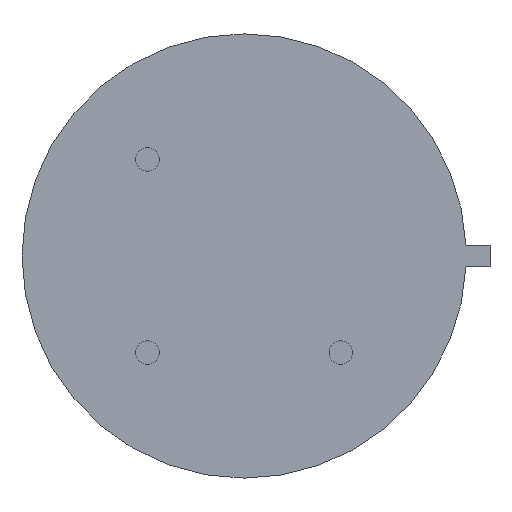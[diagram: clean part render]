
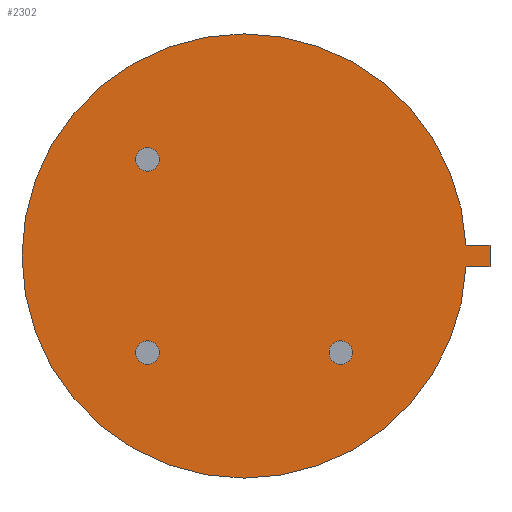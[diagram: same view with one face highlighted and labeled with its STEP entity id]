
A CAD part, front view. The second image highlights one B-rep face of the part: STEP entity #2302.
In plain terms, the highlighted planar face has unit normal (0, -1, 0).
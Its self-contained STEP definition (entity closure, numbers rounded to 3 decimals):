
#2 = DIRECTION ( 'NONE',  ( 0., 0., 1. ) ) ;
#34 = VERTEX_POINT ( 'NONE', #1941 ) ;
#63 = EDGE_CURVE ( 'NONE', #498, #1002, #2091, .T. ) ;
#81 = CARTESIAN_POINT ( 'NONE',  ( -2., 0., 2.245 ) ) ;
#110 = CIRCLE ( 'NONE', #1026, 0.245 ) ;
#175 = VERTEX_POINT ( 'NONE', #81 ) ;
#179 = DIRECTION ( 'NONE',  ( 0., 1., 0. ) ) ;
#197 = DIRECTION ( 'NONE',  ( 0., 0., 1. ) ) ;
#260 = CARTESIAN_POINT ( 'NONE',  ( -2., 0., -1.755 ) ) ;
#273 = EDGE_CURVE ( 'NONE', #650, #175, #110, .T. ) ;
#312 = DIRECTION ( 'NONE',  ( 0., 1., 0. ) ) ;
#328 = CARTESIAN_POINT ( 'NONE',  ( 4.59, 0., -0.222 ) ) ;
#372 = AXIS2_PLACEMENT_3D ( 'NONE', #2522, #3406, #1160 ) ;
#417 = DIRECTION ( 'NONE',  ( 0., 0., 1. ) ) ;
#498 = VERTEX_POINT ( 'NONE', #1066 ) ;
#500 = CIRCLE ( 'NONE', #1629, 0.245 ) ;
#513 = CARTESIAN_POINT ( 'NONE',  ( 5.085, 0., 0.222 ) ) ;
#519 = ORIENTED_EDGE ( 'NONE', *, *, #63, .F. ) ;
#542 = EDGE_CURVE ( 'NONE', #1899, #1914, #643, .T. ) ;
#555 = DIRECTION ( 'NONE',  ( 0., 1., 0. ) ) ;
#590 = PLANE ( 'NONE',  #3219 ) ;
#643 = CIRCLE ( 'NONE', #3229, 0.245 ) ;
#650 = VERTEX_POINT ( 'NONE', #2519 ) ;
#693 = EDGE_CURVE ( 'NONE', #3041, #1668, #2670, .T. ) ;
#721 = CARTESIAN_POINT ( 'NONE',  ( 0., 0., -4.595 ) ) ;
#735 = ORIENTED_EDGE ( 'NONE', *, *, #2189, .F. ) ;
#827 = AXIS2_PLACEMENT_3D ( 'NONE', #1681, #312, #3369 ) ;
#907 = ORIENTED_EDGE ( 'NONE', *, *, #693, .F. ) ;
#946 = ORIENTED_EDGE ( 'NONE', *, *, #273, .F. ) ;
#964 = ORIENTED_EDGE ( 'NONE', *, *, #542, .F. ) ;
#967 = VECTOR ( 'NONE', #1666, 1000. ) ;
#975 = AXIS2_PLACEMENT_3D ( 'NONE', #2433, #3317, #2458 ) ;
#1002 = VERTEX_POINT ( 'NONE', #2709 ) ;
#1026 = AXIS2_PLACEMENT_3D ( 'NONE', #1248, #1530, #197 ) ;
#1041 = EDGE_CURVE ( 'NONE', #3041, #3371, #2272, .T. ) ;
#1066 = CARTESIAN_POINT ( 'NONE',  ( 0., 0., 4.595 ) ) ;
#1151 = FACE_BOUND ( 'NONE', #1567, .T. ) ;
#1160 = DIRECTION ( 'NONE',  ( 0., 0., 1. ) ) ;
#1194 = CARTESIAN_POINT ( 'NONE',  ( 2., 0., -2. ) ) ;
#1196 = AXIS2_PLACEMENT_3D ( 'NONE', #1534, #179, #2107 ) ;
#1248 = CARTESIAN_POINT ( 'NONE',  ( -2., 0., 2. ) ) ;
#1257 = ORIENTED_EDGE ( 'NONE', *, *, #2236, .T. ) ;
#1266 = DIRECTION ( 'NONE',  ( 0., 0., 1. ) ) ;
#1351 = EDGE_CURVE ( 'NONE', #175, #650, #500, .T. ) ;
#1437 = CARTESIAN_POINT ( 'NONE',  ( 2., 0., -2.245 ) ) ;
#1494 = CIRCLE ( 'NONE', #975, 0.245 ) ;
#1529 = ORIENTED_EDGE ( 'NONE', *, *, #1041, .T. ) ;
#1530 = DIRECTION ( 'NONE',  ( 0., -1., 0. ) ) ;
#1534 = CARTESIAN_POINT ( 'NONE',  ( 0., 0., 0. ) ) ;
#1567 = EDGE_LOOP ( 'NONE', ( #3385, #3224 ) ) ;
#1596 = CARTESIAN_POINT ( 'NONE',  ( 5.085, 0., 0.222 ) ) ;
#1629 = AXIS2_PLACEMENT_3D ( 'NONE', #1985, #3090, #3393 ) ;
#1666 = DIRECTION ( 'NONE',  ( 1., 0., 0. ) ) ;
#1668 = VERTEX_POINT ( 'NONE', #721 ) ;
#1679 = VECTOR ( 'NONE', #3604, 1000. ) ;
#1681 = CARTESIAN_POINT ( 'NONE',  ( 0., 0., 0. ) ) ;
#1741 = EDGE_CURVE ( 'NONE', #2802, #3371, #1910, .T. ) ;
#1816 = CIRCLE ( 'NONE', #1995, 0.245 ) ;
#1877 = AXIS2_PLACEMENT_3D ( 'NONE', #2081, #2635, #1266 ) ;
#1899 = VERTEX_POINT ( 'NONE', #260 ) ;
#1909 = DIRECTION ( 'NONE',  ( 0., 0., 1. ) ) ;
#1910 = LINE ( 'NONE', #1596, #2350 ) ;
#1914 = VERTEX_POINT ( 'NONE', #3054 ) ;
#1941 = CARTESIAN_POINT ( 'NONE',  ( 2., 0., -1.755 ) ) ;
#1972 = ORIENTED_EDGE ( 'NONE', *, *, #2210, .F. ) ;
#1985 = CARTESIAN_POINT ( 'NONE',  ( -2., 0., 2. ) ) ;
#1995 = AXIS2_PLACEMENT_3D ( 'NONE', #1194, #3490, #417 ) ;
#2035 = ORIENTED_EDGE ( 'NONE', *, *, #1741, .F. ) ;
#2044 = CARTESIAN_POINT ( 'NONE',  ( 4.59, 0., -0.222 ) ) ;
#2078 = EDGE_CURVE ( 'NONE', #34, #3591, #1816, .T. ) ;
#2081 = CARTESIAN_POINT ( 'NONE',  ( -2., 0., -2. ) ) ;
#2083 = ORIENTED_EDGE ( 'NONE', *, *, #1351, .F. ) ;
#2091 = CIRCLE ( 'NONE', #372, 4.595 ) ;
#2107 = DIRECTION ( 'NONE',  ( 0., 0., 1. ) ) ;
#2124 = CARTESIAN_POINT ( 'NONE',  ( 5.085, 0., 0.222 ) ) ;
#2189 = EDGE_CURVE ( 'NONE', #1668, #498, #2253, .T. ) ;
#2210 = EDGE_CURVE ( 'NONE', #1914, #1899, #2607, .T. ) ;
#2236 = EDGE_CURVE ( 'NONE', #2802, #1002, #2829, .T. ) ;
#2253 = CIRCLE ( 'NONE', #1196, 4.595 ) ;
#2272 = LINE ( 'NONE', #328, #967 ) ;
#2302 = ADVANCED_FACE ( 'NONE', ( #3470, #2431, #2641, #1151 ), #590, .F. ) ;
#2350 = VECTOR ( 'NONE', #2998, 1000. ) ;
#2431 = FACE_OUTER_BOUND ( 'NONE', #2441, .T. ) ;
#2433 = CARTESIAN_POINT ( 'NONE',  ( 2., 0., -2. ) ) ;
#2441 = EDGE_LOOP ( 'NONE', ( #907, #1529, #2035, #1257, #519, #735 ) ) ;
#2458 = DIRECTION ( 'NONE',  ( 0., 0., 1. ) ) ;
#2519 = CARTESIAN_POINT ( 'NONE',  ( -2., 0., 1.755 ) ) ;
#2522 = CARTESIAN_POINT ( 'NONE',  ( 0., 0., 0. ) ) ;
#2607 = CIRCLE ( 'NONE', #1877, 0.245 ) ;
#2635 = DIRECTION ( 'NONE',  ( 0., -1., 0. ) ) ;
#2641 = FACE_BOUND ( 'NONE', #3034, .T. ) ;
#2670 = CIRCLE ( 'NONE', #827, 4.595 ) ;
#2709 = CARTESIAN_POINT ( 'NONE',  ( 4.59, 0., 0.222 ) ) ;
#2802 = VERTEX_POINT ( 'NONE', #513 ) ;
#2829 = LINE ( 'NONE', #2124, #1679 ) ;
#2846 = EDGE_CURVE ( 'NONE', #3591, #34, #1494, .T. ) ;
#2998 = DIRECTION ( 'NONE',  ( 0., 0., -1. ) ) ;
#3024 = CARTESIAN_POINT ( 'NONE',  ( -2., 0., -2. ) ) ;
#3034 = EDGE_LOOP ( 'NONE', ( #2083, #946 ) ) ;
#3041 = VERTEX_POINT ( 'NONE', #2044 ) ;
#3054 = CARTESIAN_POINT ( 'NONE',  ( -2., 0., -2.245 ) ) ;
#3090 = DIRECTION ( 'NONE',  ( 0., -1., 0. ) ) ;
#3106 = CARTESIAN_POINT ( 'NONE',  ( 0., 0., 0. ) ) ;
#3219 = AXIS2_PLACEMENT_3D ( 'NONE', #3106, #555, #1909 ) ;
#3224 = ORIENTED_EDGE ( 'NONE', *, *, #2846, .F. ) ;
#3229 = AXIS2_PLACEMENT_3D ( 'NONE', #3024, #3321, #2 ) ;
#3284 = EDGE_LOOP ( 'NONE', ( #964, #1972 ) ) ;
#3317 = DIRECTION ( 'NONE',  ( 0., -1., 0. ) ) ;
#3321 = DIRECTION ( 'NONE',  ( 0., -1., 0. ) ) ;
#3369 = DIRECTION ( 'NONE',  ( 0., 0., 1. ) ) ;
#3371 = VERTEX_POINT ( 'NONE', #3584 ) ;
#3385 = ORIENTED_EDGE ( 'NONE', *, *, #2078, .F. ) ;
#3393 = DIRECTION ( 'NONE',  ( 0., 0., 1. ) ) ;
#3406 = DIRECTION ( 'NONE',  ( 0., 1., 0. ) ) ;
#3470 = FACE_BOUND ( 'NONE', #3284, .T. ) ;
#3490 = DIRECTION ( 'NONE',  ( 0., -1., 0. ) ) ;
#3584 = CARTESIAN_POINT ( 'NONE',  ( 5.085, 0., -0.222 ) ) ;
#3591 = VERTEX_POINT ( 'NONE', #1437 ) ;
#3604 = DIRECTION ( 'NONE',  ( -1., 0., 0. ) ) ;
